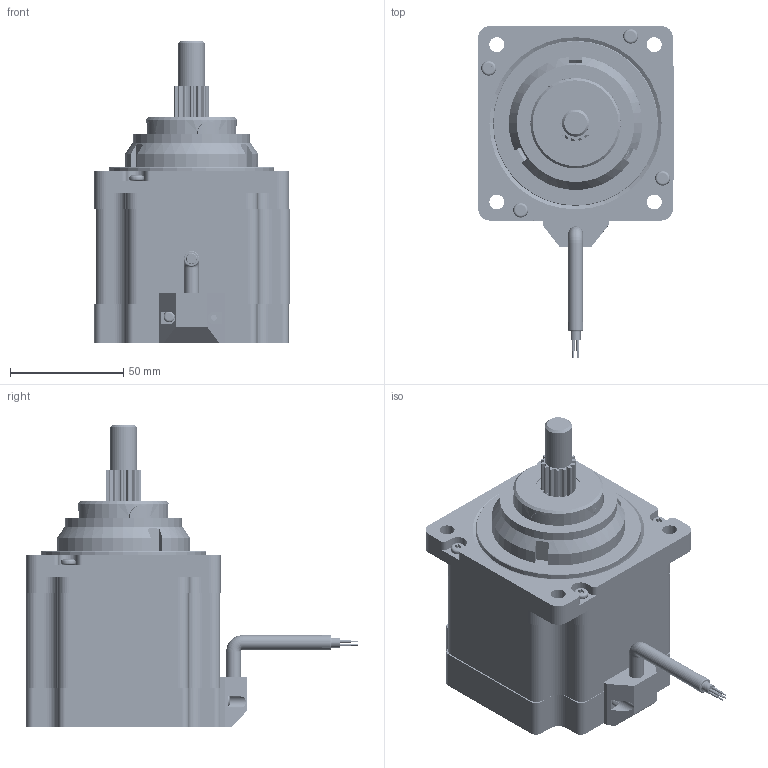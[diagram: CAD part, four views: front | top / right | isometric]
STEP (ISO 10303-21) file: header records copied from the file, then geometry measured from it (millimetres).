
FILE_DESCRIPTION (( 'STEP AP214' ), '1' );
FILE_NAME ('86NC276-T5.08-6-04-12.7-001.STEP', '2024-11-29T07:22:56', ( 'MM' ), ( 'Microsoft' ), 'SwSTEP 2.0', 'SolidWorks 2024', '' );
FILE_SCHEMA (( 'AUTOMOTIVE_DESIGN' ));
Length unit declared in the file: millimetre
Products named in the file (20): 86NC276-T5.08-6-04-12.7-001; 02-86-76直线贯通; 11-57-001（M3-6配57和86压线板）; 01-86-001（86直线前盖φ42）; 02-86-76直接出线; 07-86-007（86固定轴卡簧）; 07-86-009（86固定轴丝杆12.7行程）_03-86-003; 01-86-004（86直线后盖φ42电缆线有孔）; 03-86-005贯通76机身; 13-86-21_13-86-21; 11-86-002（M4-71配86-76）; 07-86-009（86固定轴花键12.7行程）_01-57-022-3; 07-86-009（86固定轴铝套12.7行程）_08-35-002-3; 06-86-027（贯通电机轴注塑件）_01-86-007-2; 02-86-42_02-86-42; 03-86-17-22_03-86-17-22; 07-86-002（86固定轴锁紧螺母）; 14-86-001标准电缆线; 07-86-003（86固定轴注塑螺母）; 09-86-001（φ42Xφ20X12)
Assembly tree (25 placements, depth 4):
  86NC276-T5.08-6-04-12.7-001
    02-86-76直线贯通
      01-86-004（86直线后盖φ42电缆线有孔）
      01-86-001（86直线前盖φ42）
      02-86-76直接出线
        02-86-42_02-86-42
        13-86-21_13-86-21  x2
      03-86-005贯通76机身
        06-86-027（贯通电机轴注塑件）_01-86-007-2
        03-86-17-22_03-86-17-22  x2
      09-86-001（φ42Xφ20X12)  x2
      11-86-002（M4-71配86-76）  x4
      11-57-001（M3-6配57和86压线板）
      14-86-001标准电缆线
    07-86-009（86固定轴铝套12.7行程）_08-35-002-3
    07-86-009（86固定轴丝杆12.7行程）_03-86-003
    07-86-009（86固定轴花键12.7行程）_01-57-022-3
    07-86-007（86固定轴卡簧）
    07-86-003（86固定轴注塑螺母）
    07-86-002（86固定轴锁紧螺母）
Bounding box: 86.41 x 146.78 x 133.51 mm (x, y, z)
Volume: 407653.3 mm3; surface area: 232934.9 mm2
Topology: 37 solids, 37 shells, 4346 faces, 12300 edges, 8153 vertices
Faces by surface type: cylinder 2814, plane 1425, cone 46, torus 42, bspline 19
Entity records: 112850 total; most frequent: CARTESIAN_POINT 37514, ORIENTED_EDGE 16026, DIRECTION 15923, EDGE_CURVE 8013, AXIS2_PLACEMENT_3D 5823, VERTEX_POINT 5308, VECTOR 4277, LINE 4277
